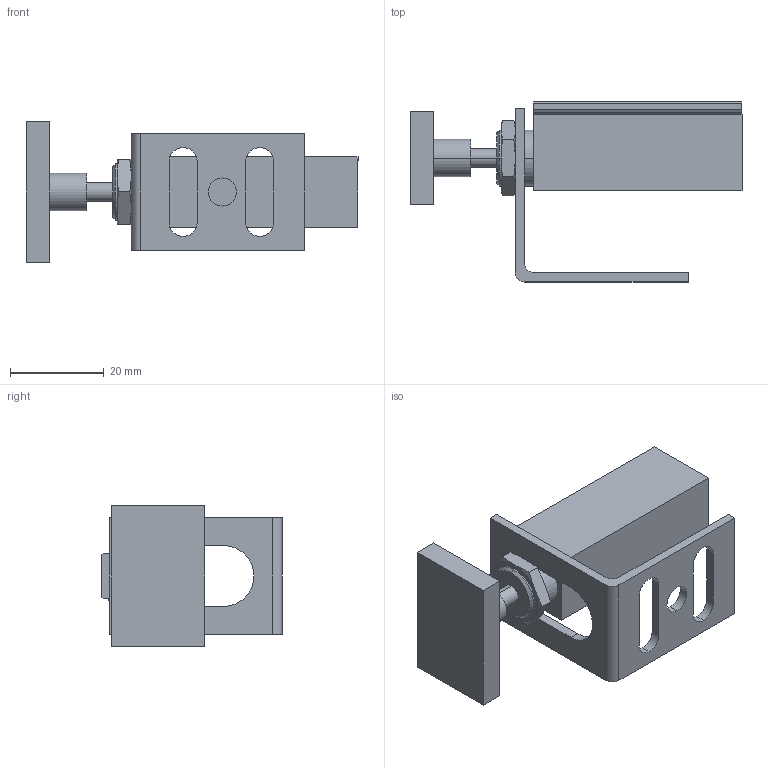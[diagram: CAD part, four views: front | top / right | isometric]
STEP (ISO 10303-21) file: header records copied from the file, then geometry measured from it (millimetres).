
FILE_DESCRIPTION (( 'STEP AP203' ), '1' );
FILE_NAME ('token.STEP', '2023-12-10T03:18:18', ( '' ), ( '' ), 'SwSTEP 2.0', 'SolidWorks 2023', '' );
FILE_SCHEMA (( 'CONFIG_CONTROL_DESIGN' ));
Length unit declared in the file: millimetre
Products named in the file (1): token
Bounding box: 71 x 38.5 x 30 mm (x, y, z)
Volume: 16789.6 mm3; surface area: 12989.5 mm2
Topology: 6 solids, 6 shells, 137 faces, 315 edges, 202 vertices
Faces by surface type: plane 65, cylinder 52, cone 20
Entity records: 4010 total; most frequent: CARTESIAN_POINT 771, DIRECTION 685, ORIENTED_EDGE 630, EDGE_CURVE 315, AXIS2_PLACEMENT_3D 260, VERTEX_POINT 202, LINE 165, VECTOR 165
